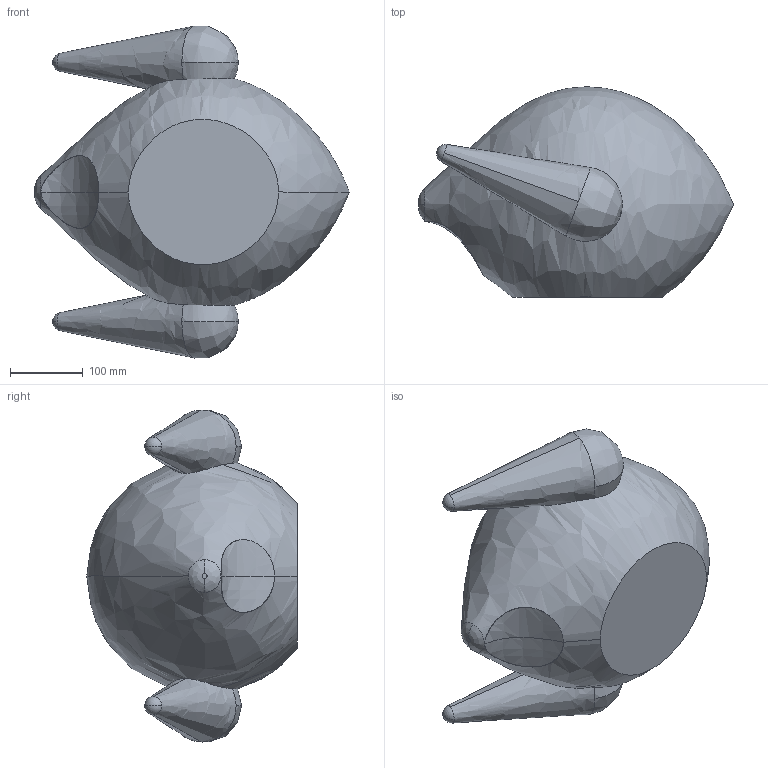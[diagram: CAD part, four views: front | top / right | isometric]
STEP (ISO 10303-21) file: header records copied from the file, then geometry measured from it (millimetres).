
FILE_DESCRIPTION(('CAx-IF Rec.Pracs.---Model Styling and Organization---1.2---2011-12-15','CAx-IF Rec.Pracs.---Geometric and Assembly Validation Properties---4.1---2014-06-16','CAx-IF Rec.Pracs.---PMI Polyline Presentation---2.0---2013-05-24'),'2;1');
FILE_NAME('Turducken.step','2023-11-19T16:17:42+05:00',('NeilSawhney'),(''),'HyperWorksVersion-2022.0.0.33','3D_Kernel_IO2021 SP2 by CT CoreTechnologie','NeilSawhney');
FILE_SCHEMA(('AUTOMOTIVE_DESIGN { 1 0 10303 214 1 1 1 1 }'));
Length unit declared in the file: metre
Products named in the file (1): Model
Bounding box: 431.8 x 288.41 x 455.15 mm (x, y, z)
Surface area: 946609.2 mm2 (no closed solid volume)
Topology: 0 solids, 7 shells, 46 faces, 188 edges, 135 vertices
Faces by surface type: bspline 37, sphere 4, plane 3, cylinder 2
Entity records: 13089 total; most frequent: CARTESIAN_POINT 11486, ORIENTED_EDGE 288, DIRECTION 177, EDGE_CURVE 174, VERTEX_POINT 135, B_SPLINE_CURVE_WITH_KNOTS 87, AXIS2_PLACEMENT_3D 80, CIRCLE 70
